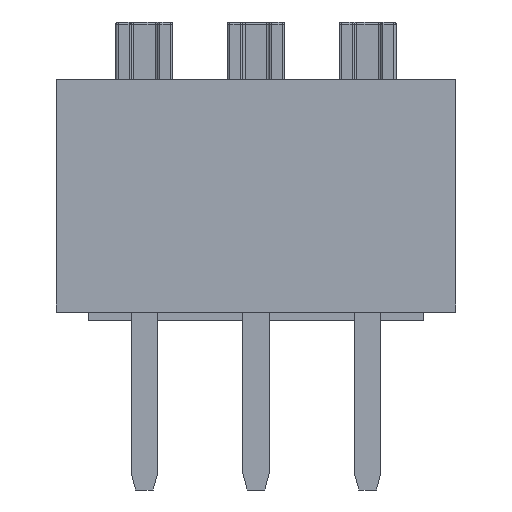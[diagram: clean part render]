
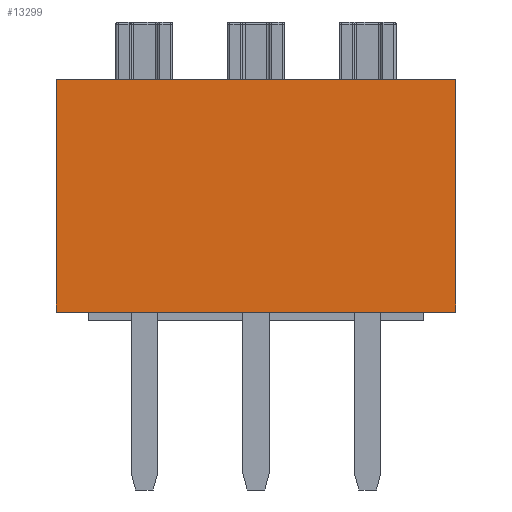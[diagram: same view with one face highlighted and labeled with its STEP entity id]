
A CAD part, front view. The second image highlights one B-rep face of the part: STEP entity #13299.
In plain terms, the highlighted planar face has unit normal (0, -1, 0).
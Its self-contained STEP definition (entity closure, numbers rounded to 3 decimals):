
#113 = LINE ( 'NONE', #13762, #14033 ) ;
#197 = DIRECTION ( 'NONE',  ( 0., 0., 1. ) ) ;
#454 = EDGE_CURVE ( 'NONE', #2522, #1124, #2592, .T. ) ;
#1124 = VERTEX_POINT ( 'NONE', #15055 ) ;
#1892 = ORIENTED_EDGE ( 'NONE', *, *, #6632, .T. ) ;
#2362 = PLANE ( 'NONE',  #16812 ) ;
#2495 = DIRECTION ( 'NONE',  ( -1., 0., 0. ) ) ;
#2522 = VERTEX_POINT ( 'NONE', #2544 ) ;
#2544 = CARTESIAN_POINT ( 'NONE',  ( 7.08, -1.14, 0.2 ) ) ;
#2592 = LINE ( 'NONE', #14570, #9352 ) ;
#3348 = CARTESIAN_POINT ( 'NONE',  ( 1.27, -1.14, 5.5 ) ) ;
#3687 = VECTOR ( 'NONE', #16552, 1000. ) ;
#4811 = LINE ( 'NONE', #10065, #15223 ) ;
#5867 = LINE ( 'NONE', #3348, #3687 ) ;
#6032 = DIRECTION ( 'NONE',  ( 0., 0., 1. ) ) ;
#6303 = EDGE_LOOP ( 'NONE', ( #1892, #11443, #8128, #15840 ) ) ;
#6632 = EDGE_CURVE ( 'NONE', #8249, #6667, #5867, .T. ) ;
#6667 = VERTEX_POINT ( 'NONE', #16646 ) ;
#7696 = CARTESIAN_POINT ( 'NONE',  ( 1.27, -1.14, 0.2 ) ) ;
#8128 = ORIENTED_EDGE ( 'NONE', *, *, #454, .F. ) ;
#8249 = VERTEX_POINT ( 'NONE', #15721 ) ;
#9352 = VECTOR ( 'NONE', #2495, 1000. ) ;
#10065 = CARTESIAN_POINT ( 'NONE',  ( 7.08, -1.14, 0.2 ) ) ;
#11096 = EDGE_CURVE ( 'NONE', #2522, #8249, #4811, .T. ) ;
#11443 = ORIENTED_EDGE ( 'NONE', *, *, #14046, .F. ) ;
#11654 = FACE_OUTER_BOUND ( 'NONE', #6303, .T. ) ;
#13059 = DIRECTION ( 'NONE',  ( 0., 0., -1. ) ) ;
#13231 = DIRECTION ( 'NONE',  ( 0., -1., 0. ) ) ;
#13299 = ADVANCED_FACE ( 'NONE', ( #11654 ), #2362, .T. ) ;
#13762 = CARTESIAN_POINT ( 'NONE',  ( -2., -1.14, 0. ) ) ;
#14033 = VECTOR ( 'NONE', #197, 1000. ) ;
#14046 = EDGE_CURVE ( 'NONE', #1124, #6667, #113, .T. ) ;
#14570 = CARTESIAN_POINT ( 'NONE',  ( 1.27, -1.14, 0.2 ) ) ;
#15055 = CARTESIAN_POINT ( 'NONE',  ( -2., -1.14, 0.2 ) ) ;
#15223 = VECTOR ( 'NONE', #6032, 1000. ) ;
#15721 = CARTESIAN_POINT ( 'NONE',  ( 7.08, -1.14, 5.5 ) ) ;
#15840 = ORIENTED_EDGE ( 'NONE', *, *, #11096, .T. ) ;
#16552 = DIRECTION ( 'NONE',  ( -1., 0., 0. ) ) ;
#16646 = CARTESIAN_POINT ( 'NONE',  ( -2., -1.14, 5.5 ) ) ;
#16812 = AXIS2_PLACEMENT_3D ( 'NONE', #7696, #13231, #13059 ) ;
